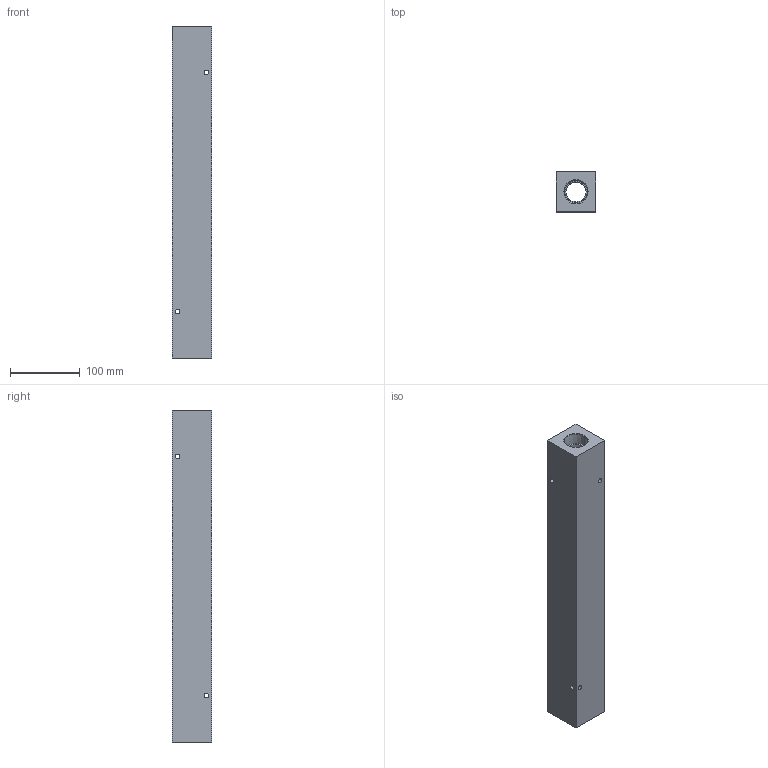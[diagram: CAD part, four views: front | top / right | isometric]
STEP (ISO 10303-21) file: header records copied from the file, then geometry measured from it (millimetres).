
FILE_DESCRIPTION (( 'STEP AP203' ), '1' );
FILE_NAME ('MRA-8GE.step', '2015-12-02T21:10:55', ( '' ), ( '' ), 'SwSTEP 2.0', 'SolidWorks 2015', '' );
FILE_SCHEMA (( 'CONFIG_CONTROL_DESIGN' ));
Length unit declared in the file: inch
Products named in the file (1): MRA-8GE
Bounding box: 57.15 x 57.15 x 476.25 mm (x, y, z)
Volume: 1187060.1 mm3; surface area: 165415.1 mm2
Topology: 1 solids, 1 shells, 90 faces, 214 edges, 132 vertices
Faces by surface type: cone 40, cylinder 34, plane 16
Entity records: 3441 total; most frequent: CARTESIAN_POINT 1221, DIRECTION 460, ORIENTED_EDGE 428, EDGE_CURVE 214, AXIS2_PLACEMENT_3D 187, VERTEX_POINT 132, EDGE_LOOP 126, CIRCLE 96
